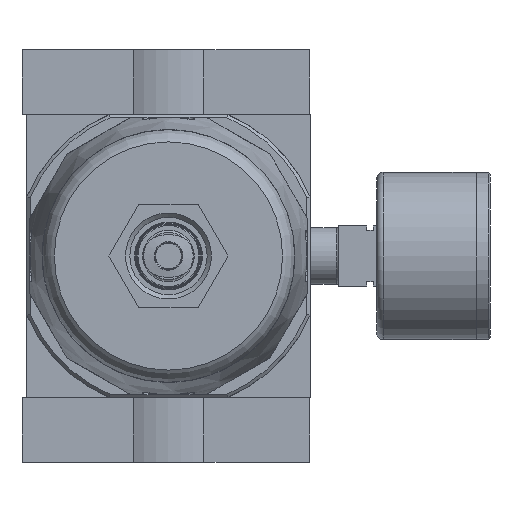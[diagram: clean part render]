
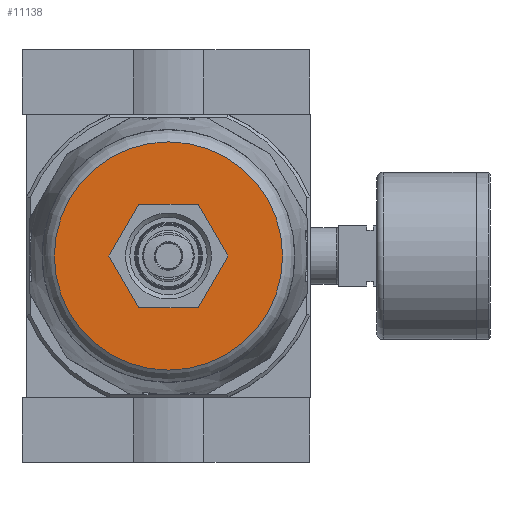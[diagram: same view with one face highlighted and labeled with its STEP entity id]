
A CAD part, front view. The second image highlights one B-rep face of the part: STEP entity #11138.
In plain terms, the highlighted planar face has unit normal (0, -1, 0).
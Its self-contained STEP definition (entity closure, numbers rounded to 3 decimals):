
#771=CIRCLE('',#11883,26.576);
#2445=ORIENTED_EDGE('',*,*,#3972,.T.);
#2446=ORIENTED_EDGE('',*,*,#4121,.T.);
#2447=ORIENTED_EDGE('',*,*,#4136,.T.);
#2448=ORIENTED_EDGE('',*,*,#4133,.T.);
#2449=ORIENTED_EDGE('',*,*,#4130,.T.);
#2450=ORIENTED_EDGE('',*,*,#4127,.T.);
#2451=ORIENTED_EDGE('',*,*,#4124,.T.);
#3972=EDGE_CURVE('',#5029,#5029,#771,.F.);
#4121=EDGE_CURVE('',#5112,#5111,#5769,.T.);
#4124=EDGE_CURVE('',#5114,#5112,#5772,.T.);
#4127=EDGE_CURVE('',#5116,#5114,#5775,.T.);
#4130=EDGE_CURVE('',#5118,#5116,#5778,.T.);
#4133=EDGE_CURVE('',#5120,#5118,#5781,.T.);
#4136=EDGE_CURVE('',#5111,#5120,#5784,.T.);
#5029=VERTEX_POINT('',#16676);
#5111=VERTEX_POINT('',#17180);
#5112=VERTEX_POINT('',#17182);
#5114=VERTEX_POINT('',#17188);
#5116=VERTEX_POINT('',#17194);
#5118=VERTEX_POINT('',#17200);
#5120=VERTEX_POINT('',#17206);
#5769=LINE('',#17181,#6329);
#5772=LINE('',#17187,#6332);
#5775=LINE('',#17193,#6335);
#5778=LINE('',#17199,#6338);
#5781=LINE('',#17205,#6341);
#5784=LINE('',#17210,#6344);
#6329=VECTOR('',#13851,1000.);
#6332=VECTOR('',#13856,1000.);
#6335=VECTOR('',#13861,1000.);
#6338=VECTOR('',#13866,1000.);
#6341=VECTOR('',#13871,1000.);
#6344=VECTOR('',#13876,1000.);
#6956=EDGE_LOOP('',(#2445));
#6957=EDGE_LOOP('',(#2446,#2447,#2448,#2449,#2450,#2451));
#7710=FACE_BOUND('',#6956,.T.);
#7711=FACE_BOUND('',#6957,.T.);
#8266=PLANE('',#11980);
#11138=ADVANCED_FACE('',(#7710,#7711),#8266,.F.);
#11883=AXIS2_PLACEMENT_3D('',#16675,#13595,#13596);
#11980=AXIS2_PLACEMENT_3D('',#17211,#13877,#13878);
#13595=DIRECTION('',(0.,1.,0.));
#13596=DIRECTION('',(0.,0.,1.));
#13851=DIRECTION('',(0.,0.,1.));
#13856=DIRECTION('',(-0.866,0.,0.5));
#13861=DIRECTION('',(-0.866,0.,-0.5));
#13866=DIRECTION('',(0.,0.,-1.));
#13871=DIRECTION('',(0.866,0.,-0.5));
#13876=DIRECTION('',(0.866,0.,0.5));
#13877=DIRECTION('',(0.,1.,0.));
#13878=DIRECTION('',(0.,0.,1.));
#16675=CARTESIAN_POINT('',(0.,-164.,0.));
#16676=CARTESIAN_POINT('',(0.,-164.,26.576));
#17180=CARTESIAN_POINT('',(-12.,-164.,6.928));
#17181=CARTESIAN_POINT('',(-12.,-164.,-6.928));
#17182=CARTESIAN_POINT('',(-12.,-164.,-6.928));
#17187=CARTESIAN_POINT('',(0.,-164.,-13.856));
#17188=CARTESIAN_POINT('',(0.,-164.,-13.856));
#17193=CARTESIAN_POINT('',(12.,-164.,-6.928));
#17194=CARTESIAN_POINT('',(12.,-164.,-6.928));
#17199=CARTESIAN_POINT('',(12.,-164.,6.928));
#17200=CARTESIAN_POINT('',(12.,-164.,6.928));
#17205=CARTESIAN_POINT('',(0.,-164.,13.856));
#17206=CARTESIAN_POINT('',(0.,-164.,13.856));
#17210=CARTESIAN_POINT('',(-12.,-164.,6.928));
#17211=CARTESIAN_POINT('',(0.,-164.,0.));
